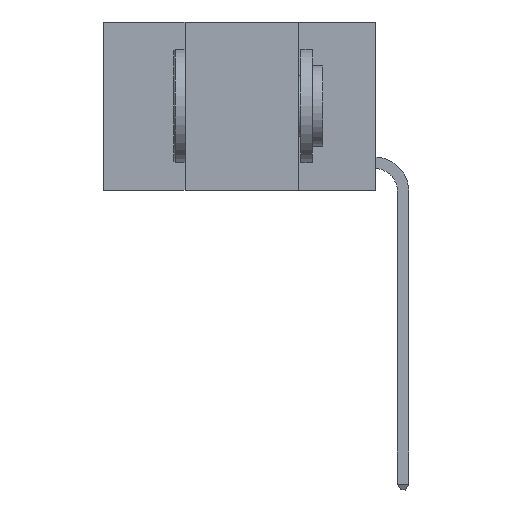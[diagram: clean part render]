
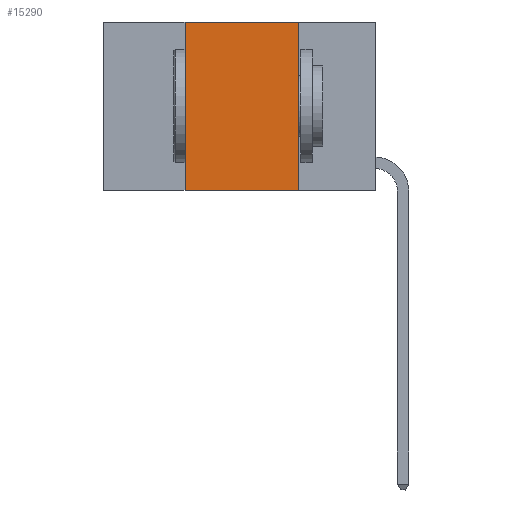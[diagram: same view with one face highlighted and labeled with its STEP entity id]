
A CAD part, left-side view. The second image highlights one B-rep face of the part: STEP entity #15290.
In plain terms, the highlighted planar face has unit normal (-1, 0, 0).
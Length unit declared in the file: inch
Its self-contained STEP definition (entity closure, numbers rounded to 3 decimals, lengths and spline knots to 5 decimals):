
#302 = EDGE_CURVE ( 'NONE', #12451, #2431, #16481, .T. ) ;
#1157 = LINE ( 'NONE', #5863, #20380 ) ;
#1569 = EDGE_CURVE ( 'NONE', #12451, #16113, #1157, .T. ) ;
#2431 = VERTEX_POINT ( 'NONE', #10707 ) ;
#2463 = CARTESIAN_POINT ( 'NONE',  ( 0., 0.6, 0. ) ) ;
#2933 = CARTESIAN_POINT ( 'NONE',  ( 0., 0.42, 0. ) ) ;
#4798 = VECTOR ( 'NONE', #20526, 39.37008 ) ;
#5530 = DIRECTION ( 'NONE',  ( 0., 0., 1. ) ) ;
#5722 = CARTESIAN_POINT ( 'NONE',  ( 0., 0.6, 0. ) ) ;
#5728 = EDGE_CURVE ( 'NONE', #10459, #2431, #18137, .T. ) ;
#5863 = CARTESIAN_POINT ( 'NONE',  ( 0., 0.42, 0. ) ) ;
#6312 = PLANE ( 'NONE',  #8842 ) ;
#7582 = EDGE_LOOP ( 'NONE', ( #18866, #18956, #19192, #21272 ) ) ;
#8187 = DIRECTION ( 'NONE',  ( 0., 0., -1. ) ) ;
#8779 = CARTESIAN_POINT ( 'NONE',  ( 0., 0.17, 0. ) ) ;
#8842 = AXIS2_PLACEMENT_3D ( 'NONE', #2463, #19194, #8187 ) ;
#9828 = LINE ( 'NONE', #5722, #4798 ) ;
#10459 = VERTEX_POINT ( 'NONE', #8779 ) ;
#10694 = EDGE_CURVE ( 'NONE', #16113, #10459, #9828, .T. ) ;
#10707 = CARTESIAN_POINT ( 'NONE',  ( 0., 0.17, -0.37 ) ) ;
#11893 = DIRECTION ( 'NONE',  ( 0., -1., 0. ) ) ;
#12073 = FACE_OUTER_BOUND ( 'NONE', #7582, .T. ) ;
#12451 = VERTEX_POINT ( 'NONE', #20315 ) ;
#13160 = DIRECTION ( 'NONE',  ( 0., 0., -1. ) ) ;
#13507 = CARTESIAN_POINT ( 'NONE',  ( 0., 0.6, -0.37 ) ) ;
#14934 = CARTESIAN_POINT ( 'NONE',  ( 0., 0.17, 0. ) ) ;
#15290 = ADVANCED_FACE ( 'NONE', ( #12073 ), #6312, .F. ) ;
#16113 = VERTEX_POINT ( 'NONE', #2933 ) ;
#16481 = LINE ( 'NONE', #13507, #21375 ) ;
#18137 = LINE ( 'NONE', #14934, #22478 ) ;
#18866 = ORIENTED_EDGE ( 'NONE', *, *, #5728, .F. ) ;
#18956 = ORIENTED_EDGE ( 'NONE', *, *, #10694, .F. ) ;
#19192 = ORIENTED_EDGE ( 'NONE', *, *, #1569, .F. ) ;
#19194 = DIRECTION ( 'NONE',  ( 1., 0., 0. ) ) ;
#20315 = CARTESIAN_POINT ( 'NONE',  ( 0., 0.42, -0.37 ) ) ;
#20380 = VECTOR ( 'NONE', #5530, 39.37008 ) ;
#20526 = DIRECTION ( 'NONE',  ( 0., -1., 0. ) ) ;
#21272 = ORIENTED_EDGE ( 'NONE', *, *, #302, .T. ) ;
#21375 = VECTOR ( 'NONE', #11893, 39.37008 ) ;
#22478 = VECTOR ( 'NONE', #13160, 39.37008 ) ;
